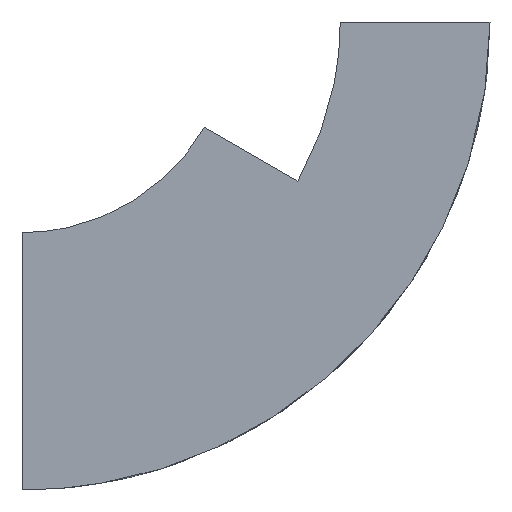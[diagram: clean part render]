
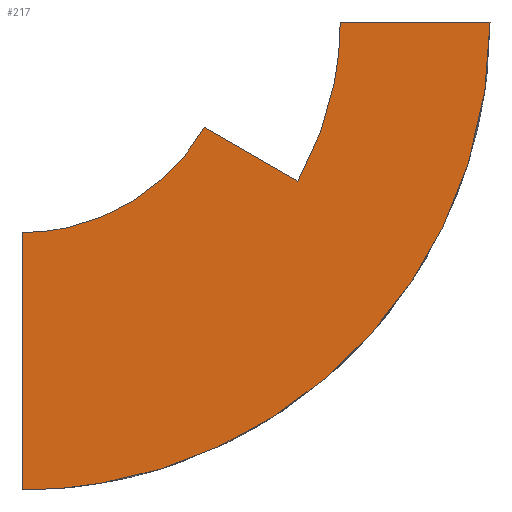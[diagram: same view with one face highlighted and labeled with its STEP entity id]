
A CAD part, front view. The second image highlights one B-rep face of the part: STEP entity #217.
In plain terms, the highlighted free-form (B-spline) face has degree [1, 1] with [2, 2] control points.
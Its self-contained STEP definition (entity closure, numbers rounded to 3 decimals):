
#79 = VERTEX_POINT('',#80);
#80 = CARTESIAN_POINT('',(53.743,0.,-31.029));
#107 = VERTEX_POINT('',#108);
#108 = CARTESIAN_POINT('',(35.565,0.,-20.534));
#113 = EDGE_CURVE('',#107,#79,#114,.T.);
#114 = B_SPLINE_CURVE_WITH_KNOTS('',1,(#115,#116),.UNSPECIFIED.,.F.,.F.,
  (2,2),(0.,23.),.PIECEWISE_BEZIER_KNOTS.);
#115 = CARTESIAN_POINT('',(35.565,0.,-20.534));
#116 = CARTESIAN_POINT('',(53.743,0.,-31.029));
#127 = EDGE_CURVE('',#107,#128,#130,.T.);
#128 = VERTEX_POINT('',#129);
#129 = CARTESIAN_POINT('',(0.,0.,-41.067));
#130 = ( BOUNDED_CURVE() B_SPLINE_CURVE(2,(#131,#132,#133),
.UNSPECIFIED.,.F.,.F.) B_SPLINE_CURVE_WITH_KNOTS((3,3),(2.094,
3.142),.PIECEWISE_BEZIER_KNOTS.) CURVE() 
GEOMETRIC_REPRESENTATION_ITEM() RATIONAL_B_SPLINE_CURVE((1.,
0.866,1.)) REPRESENTATION_ITEM('') );
#131 = CARTESIAN_POINT('',(35.565,0.,-20.534));
#132 = CARTESIAN_POINT('',(23.71,0.,-41.067));
#133 = CARTESIAN_POINT('',(0.,0.,-41.067));
#181 = EDGE_CURVE('',#182,#184,#186,.T.);
#182 = VERTEX_POINT('',#183);
#183 = CARTESIAN_POINT('',(91.261,0.,0.));
#184 = VERTEX_POINT('',#185);
#185 = CARTESIAN_POINT('',(0.,0.,-91.261));
#186 = ( BOUNDED_CURVE() B_SPLINE_CURVE(2,(#187,#188,#189),
.UNSPECIFIED.,.F.,.F.) B_SPLINE_CURVE_WITH_KNOTS((3,3),(1.571,
3.142),.PIECEWISE_BEZIER_KNOTS.) CURVE() 
GEOMETRIC_REPRESENTATION_ITEM() RATIONAL_B_SPLINE_CURVE((1.,
0.707,1.)) REPRESENTATION_ITEM('') );
#187 = CARTESIAN_POINT('',(91.261,0.,0.));
#188 = CARTESIAN_POINT('',(91.261,0.,-91.261));
#189 = CARTESIAN_POINT('',(0.,0.,-91.261));
#217 = ADVANCED_FACE('',(#218),#241,.F.);
#218 = FACE_BOUND('',#219,.T.);
#219 = EDGE_LOOP('',(#220,#221,#222,#227,#228,#235));
#220 = ORIENTED_EDGE('',*,*,#113,.F.);
#221 = ORIENTED_EDGE('',*,*,#127,.T.);
#222 = ORIENTED_EDGE('',*,*,#223,.T.);
#223 = EDGE_CURVE('',#128,#184,#224,.T.);
#224 = B_SPLINE_CURVE_WITH_KNOTS('',1,(#225,#226),.UNSPECIFIED.,.F.,.F.,
  (2,2),(0.,55.),.PIECEWISE_BEZIER_KNOTS.);
#225 = CARTESIAN_POINT('',(0.,0.,-41.067));
#226 = CARTESIAN_POINT('',(0.,0.,-91.261));
#227 = ORIENTED_EDGE('',*,*,#181,.F.);
#228 = ORIENTED_EDGE('',*,*,#229,.F.);
#229 = EDGE_CURVE('',#230,#182,#232,.T.);
#230 = VERTEX_POINT('',#231);
#231 = CARTESIAN_POINT('',(62.058,0.,0.));
#232 = B_SPLINE_CURVE_WITH_KNOTS('',1,(#233,#234),.UNSPECIFIED.,.F.,.F.,
  (2,2),(0.,32.),.PIECEWISE_BEZIER_KNOTS.);
#233 = CARTESIAN_POINT('',(62.058,0.,0.));
#234 = CARTESIAN_POINT('',(91.261,0.,0.));
#235 = ORIENTED_EDGE('',*,*,#236,.F.);
#236 = EDGE_CURVE('',#79,#230,#237,.T.);
#237 = ( BOUNDED_CURVE() B_SPLINE_CURVE(2,(#238,#239,#240),
.UNSPECIFIED.,.F.,.F.) B_SPLINE_CURVE_WITH_KNOTS((3,3),(1.047,
1.571),.PIECEWISE_BEZIER_KNOTS.) CURVE() 
GEOMETRIC_REPRESENTATION_ITEM() RATIONAL_B_SPLINE_CURVE((1.,
0.966,1.)) REPRESENTATION_ITEM('') );
#238 = CARTESIAN_POINT('',(53.743,0.,-31.029));
#239 = CARTESIAN_POINT('',(62.058,0.,-16.628));
#240 = CARTESIAN_POINT('',(62.058,0.,0.));
#241 = B_SPLINE_SURFACE_WITH_KNOTS('',1,1,(
    (#242,#243)
    ,(#244,#245
    )),.UNSPECIFIED.,.F.,.F.,.F.,(2,2),(2,2),(-77.5,22.5),(
    -38.971,61.029),.PIECEWISE_BEZIER_KNOTS.);
#242 = CARTESIAN_POINT('',(0.,0.,-91.261));
#243 = CARTESIAN_POINT('',(91.261,0.,-91.261));
#244 = CARTESIAN_POINT('',(0.,0.,0.));
#245 = CARTESIAN_POINT('',(91.261,0.,0.));
